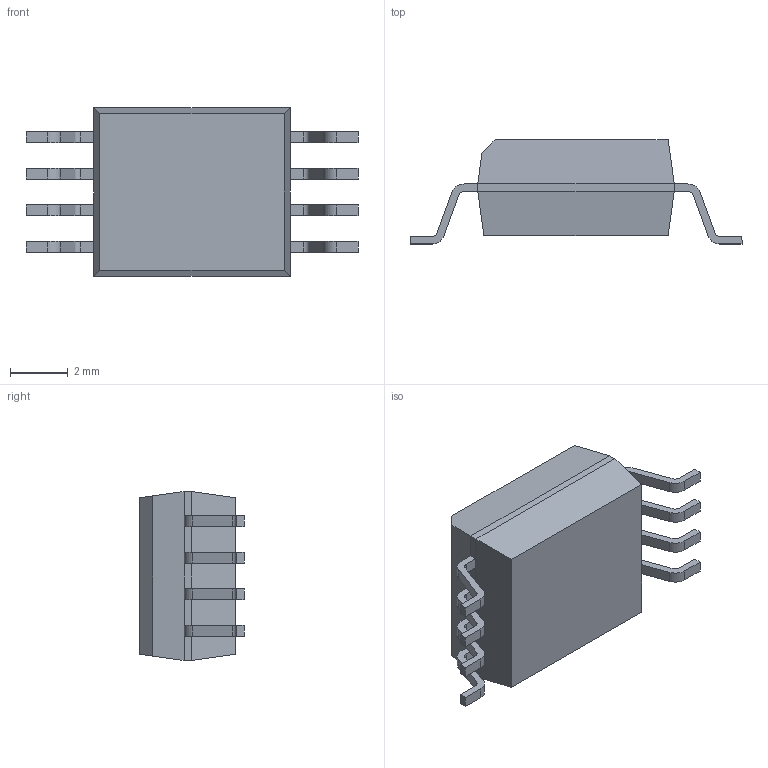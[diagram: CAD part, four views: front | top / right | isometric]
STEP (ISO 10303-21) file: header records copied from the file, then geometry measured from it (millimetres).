
FILE_DESCRIPTION (( 'STEP AP214' ), '1' );
FILE_NAME ('ACPL-C870-500E.STEP', '2023-12-15T10:43:38', ( '' ), ( '' ), 'SwSTEP 2.0', 'SolidWorks 2021', '' );
FILE_SCHEMA (( 'AUTOMOTIVE_DESIGN' ));
Length unit declared in the file: millimetre
Products named in the file (1): ACPL-C870-500E
Bounding box: 11.5 x 3.61 x 5.85 mm (x, y, z)
Volume: 125.8 mm3; surface area: 187.8 mm2
Topology: 10 solids, 10 shells, 134 faces, 331 edges, 218 vertices
Faces by surface type: plane 98, cylinder 36
Entity records: 4058 total; most frequent: CARTESIAN_POINT 684, DIRECTION 673, ORIENTED_EDGE 662, EDGE_CURVE 331, LINE 259, VECTOR 259, VERTEX_POINT 218, AXIS2_PLACEMENT_3D 207
